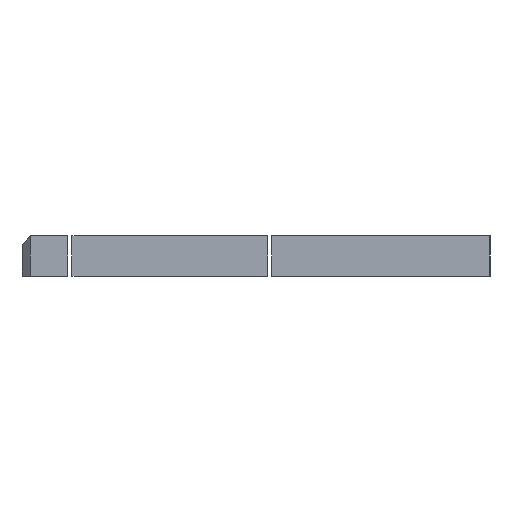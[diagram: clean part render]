
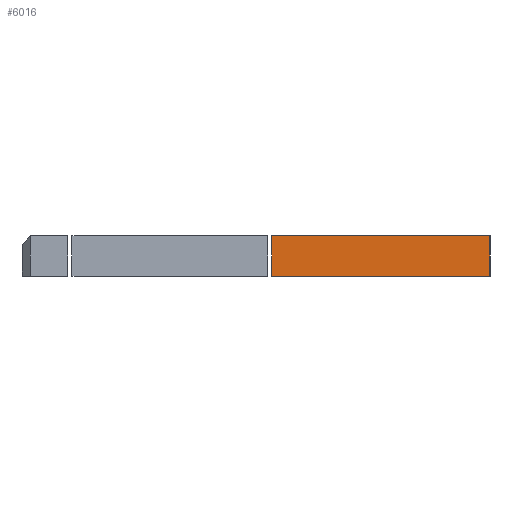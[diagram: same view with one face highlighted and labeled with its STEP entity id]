
A CAD part, left-side view. The second image highlights one B-rep face of the part: STEP entity #6016.
In plain terms, the highlighted planar face has unit normal (-1, 0, 0).
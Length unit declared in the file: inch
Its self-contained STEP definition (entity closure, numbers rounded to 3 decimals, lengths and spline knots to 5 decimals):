
#442=FACE_OUTER_BOUND('',#823,.T.);
#823=EDGE_LOOP('',(#5034,#5035,#5036,#5037));
#1527=LINE('',#9452,#2309);
#1533=LINE('',#9463,#2315);
#1534=LINE('',#9466,#2316);
#1535=LINE('',#9467,#2317);
#2309=VECTOR('',#7790,0.3937);
#2315=VECTOR('',#7800,0.3937);
#2316=VECTOR('',#7803,0.3937);
#2317=VECTOR('',#7804,0.3937);
#2881=VERTEX_POINT('',#9449);
#2882=VERTEX_POINT('',#9451);
#2885=VERTEX_POINT('',#9461);
#2886=VERTEX_POINT('',#9465);
#3612=EDGE_CURVE('',#2882,#2881,#1527,.T.);
#3618=EDGE_CURVE('',#2881,#2885,#1533,.T.);
#3619=EDGE_CURVE('',#2885,#2886,#1534,.T.);
#3620=EDGE_CURVE('',#2886,#2882,#1535,.T.);
#5034=ORIENTED_EDGE('',*,*,#3612,.T.);
#5035=ORIENTED_EDGE('',*,*,#3618,.T.);
#5036=ORIENTED_EDGE('',*,*,#3619,.T.);
#5037=ORIENTED_EDGE('',*,*,#3620,.T.);
#5635=PLANE('',#6470);
#6016=ADVANCED_FACE('',(#442),#5635,.T.);
#6470=AXIS2_PLACEMENT_3D('',#9464,#7801,#7802);
#7790=DIRECTION('',(0.,0.,-1.));
#7800=DIRECTION('',(0.,-1.,0.));
#7801=DIRECTION('center_axis',(-1.,0.,0.));
#7802=DIRECTION('ref_axis',(0.,0.,1.));
#7803=DIRECTION('',(0.,0.,1.));
#7804=DIRECTION('',(0.,1.,0.));
#9449=CARTESIAN_POINT('',(-9.625,12.125,-106.));
#9451=CARTESIAN_POINT('',(-9.625,12.125,-102.375));
#9452=CARTESIAN_POINT('',(-9.625,12.125,-104.1875));
#9461=CARTESIAN_POINT('',(-9.625,-7.5,-106.));
#9463=CARTESIAN_POINT('',(-9.625,0.,-106.));
#9464=CARTESIAN_POINT('Origin',(-9.625,0.,-106.));
#9465=CARTESIAN_POINT('',(-9.625,-7.5,-102.375));
#9466=CARTESIAN_POINT('',(-9.625,-7.5,-103.28125));
#9467=CARTESIAN_POINT('',(-9.625,0.,-102.375));
